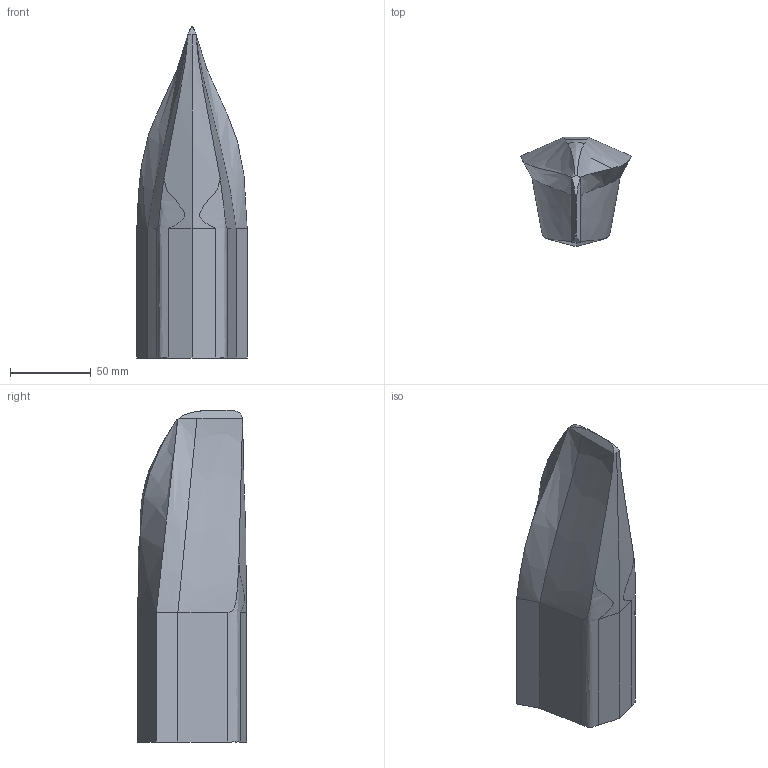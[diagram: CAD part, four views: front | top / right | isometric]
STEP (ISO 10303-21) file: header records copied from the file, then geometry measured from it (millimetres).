
FILE_DESCRIPTION (( 'STEP AP203' ), '1' );
FILE_NAME ('Stabilizer_Default_sldprt.STEP', '2021-04-13T21:45:03', ( '' ), ( '' ), 'SwSTEP 2.0', 'SolidWorks 2020', '' );
FILE_SCHEMA (( 'CONFIG_CONTROL_DESIGN' ));
Length unit declared in the file: millimetre
Products named in the file (1): Stabilizer_Default_sldprt
Bounding box: 68.09 x 67.3 x 204.96 mm (x, y, z)
Volume: 151256.2 mm3; surface area: 75344.1 mm2
Topology: 1 solids, 2 shells, 56 faces, 140 edges, 84 vertices
Faces by surface type: bspline 31, plane 25
Entity records: 15632 total; most frequent: CARTESIAN_POINT 14511, ORIENTED_EDGE 272, EDGE_CURVE 136, DIRECTION 107, VERTEX_POINT 84, B_SPLINE_CURVE_WITH_KNOTS 81, ADVANCED_FACE 56, FACE_OUTER_BOUND 56
